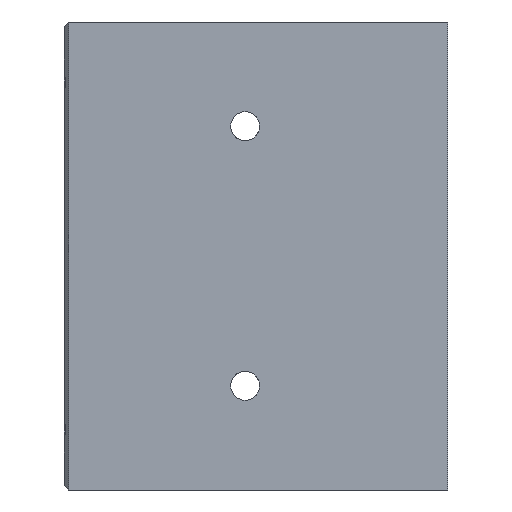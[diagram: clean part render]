
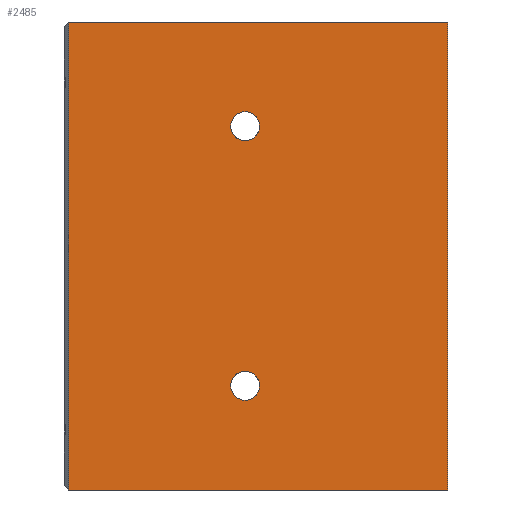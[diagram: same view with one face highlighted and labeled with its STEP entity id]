
A CAD part, left-side view. The second image highlights one B-rep face of the part: STEP entity #2485.
In plain terms, the highlighted planar face has unit normal (-1, 0, 0).
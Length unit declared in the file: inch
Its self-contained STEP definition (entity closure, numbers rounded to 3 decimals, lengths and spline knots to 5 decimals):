
#17 = ORIENTED_EDGE ( 'NONE', *, *, #994, .T. ) ;
#51 = DIRECTION ( 'NONE',  ( -1., 0., 0. ) ) ;
#68 = ORIENTED_EDGE ( 'NONE', *, *, #808, .F. ) ;
#69 = CARTESIAN_POINT ( 'NONE',  ( -0.9375, 0.0395, -0.56 ) ) ;
#114 = DIRECTION ( 'NONE',  ( 1., 0., 0. ) ) ;
#176 = LINE ( 'NONE', #765, #1359 ) ;
#196 = CARTESIAN_POINT ( 'NONE',  ( -0.9375, 0.0395, -0.56 ) ) ;
#202 = DIRECTION ( 'NONE',  ( 0., 0., 1. ) ) ;
#204 = CIRCLE ( 'NONE', #2343, 0.0625 ) ;
#218 = DIRECTION ( 'NONE',  ( 0., -1., 0. ) ) ;
#351 = VECTOR ( 'NONE', #1200, 39.37008 ) ;
#444 = VERTEX_POINT ( 'NONE', #838 ) ;
#447 = DIRECTION ( 'NONE',  ( -1., 0., 0. ) ) ;
#500 = VERTEX_POINT ( 'NONE', #1903 ) ;
#541 = ORIENTED_EDGE ( 'NONE', *, *, #2195, .F. ) ;
#556 = CARTESIAN_POINT ( 'NONE',  ( -0.9375, 0.8005, 1.01 ) ) ;
#557 = PLANE ( 'NONE',  #992 ) ;
#560 = ORIENTED_EDGE ( 'NONE', *, *, #747, .F. ) ;
#614 = DIRECTION ( 'NONE',  ( 0., 0., 1. ) ) ;
#637 = ORIENTED_EDGE ( 'NONE', *, *, #1218, .F. ) ;
#650 = CIRCLE ( 'NONE', #1322, 0.0625 ) ;
#747 = EDGE_CURVE ( 'NONE', #2201, #1234, #204, .T. ) ;
#765 = CARTESIAN_POINT ( 'NONE',  ( -0.9375, 0.8005, 1.01 ) ) ;
#808 = EDGE_CURVE ( 'NONE', #1589, #444, #1012, .T. ) ;
#838 = CARTESIAN_POINT ( 'NONE',  ( -0.9375, -0.8355, 1.01 ) ) ;
#904 = ORIENTED_EDGE ( 'NONE', *, *, #1870, .T. ) ;
#913 = VECTOR ( 'NONE', #218, 39.37008 ) ;
#943 = AXIS2_PLACEMENT_3D ( 'NONE', #196, #1972, #1576 ) ;
#992 = AXIS2_PLACEMENT_3D ( 'NONE', #2106, #114, #1536 ) ;
#994 = EDGE_CURVE ( 'NONE', #500, #1132, #2451, .T. ) ;
#1012 = LINE ( 'NONE', #2418, #913 ) ;
#1101 = ORIENTED_EDGE ( 'NONE', *, *, #1437, .F. ) ;
#1132 = VERTEX_POINT ( 'NONE', #1967 ) ;
#1200 = DIRECTION ( 'NONE',  ( 0., 0., -1. ) ) ;
#1218 = EDGE_CURVE ( 'NONE', #2452, #2156, #650, .T. ) ;
#1234 = VERTEX_POINT ( 'NONE', #1447 ) ;
#1311 = EDGE_LOOP ( 'NONE', ( #1101, #637 ) ) ;
#1322 = AXIS2_PLACEMENT_3D ( 'NONE', #69, #447, #1859 ) ;
#1359 = VECTOR ( 'NONE', #1567, 39.37008 ) ;
#1437 = EDGE_CURVE ( 'NONE', #2156, #2452, #2255, .T. ) ;
#1447 = CARTESIAN_POINT ( 'NONE',  ( -0.9375, 0.0395, 0.4975 ) ) ;
#1466 = ORIENTED_EDGE ( 'NONE', *, *, #2233, .F. ) ;
#1536 = DIRECTION ( 'NONE',  ( 0., 1., 0. ) ) ;
#1567 = DIRECTION ( 'NONE',  ( 0., 0., -1. ) ) ;
#1576 = DIRECTION ( 'NONE',  ( 0., 0., 1. ) ) ;
#1589 = VERTEX_POINT ( 'NONE', #556 ) ;
#1609 = CARTESIAN_POINT ( 'NONE',  ( -0.9375, 0.0395, -0.4975 ) ) ;
#1734 = CIRCLE ( 'NONE', #2206, 0.0625 ) ;
#1743 = FACE_BOUND ( 'NONE', #1945, .T. ) ;
#1797 = CARTESIAN_POINT ( 'NONE',  ( -0.9375, 0.0395, 0.56 ) ) ;
#1815 = LINE ( 'NONE', #2439, #351 ) ;
#1833 = VECTOR ( 'NONE', #1898, 39.37008 ) ;
#1859 = DIRECTION ( 'NONE',  ( 0., 0., 1. ) ) ;
#1870 = EDGE_CURVE ( 'NONE', #1589, #500, #176, .T. ) ;
#1898 = DIRECTION ( 'NONE',  ( 0., -1., 0. ) ) ;
#1903 = CARTESIAN_POINT ( 'NONE',  ( -0.9375, 0.8005, -1.01 ) ) ;
#1945 = EDGE_LOOP ( 'NONE', ( #560, #541 ) ) ;
#1958 = FACE_OUTER_BOUND ( 'NONE', #2129, .T. ) ;
#1967 = CARTESIAN_POINT ( 'NONE',  ( -0.9375, -0.8355, -1.01 ) ) ;
#1972 = DIRECTION ( 'NONE',  ( -1., 0., 0. ) ) ;
#2087 = CARTESIAN_POINT ( 'NONE',  ( -0.9375, 0.8205, -1.01 ) ) ;
#2106 = CARTESIAN_POINT ( 'NONE',  ( -0.9375, 0.8205, 1.01 ) ) ;
#2129 = EDGE_LOOP ( 'NONE', ( #68, #904, #17, #1466 ) ) ;
#2143 = CARTESIAN_POINT ( 'NONE',  ( -0.9375, 0.0395, -0.6225 ) ) ;
#2156 = VERTEX_POINT ( 'NONE', #1609 ) ;
#2192 = DIRECTION ( 'NONE',  ( -1., 0., 0. ) ) ;
#2195 = EDGE_CURVE ( 'NONE', #1234, #2201, #1734, .T. ) ;
#2201 = VERTEX_POINT ( 'NONE', #2595 ) ;
#2206 = AXIS2_PLACEMENT_3D ( 'NONE', #2387, #2192, #202 ) ;
#2233 = EDGE_CURVE ( 'NONE', #444, #1132, #1815, .T. ) ;
#2255 = CIRCLE ( 'NONE', #943, 0.0625 ) ;
#2343 = AXIS2_PLACEMENT_3D ( 'NONE', #1797, #51, #614 ) ;
#2355 = FACE_BOUND ( 'NONE', #1311, .T. ) ;
#2387 = CARTESIAN_POINT ( 'NONE',  ( -0.9375, 0.0395, 0.56 ) ) ;
#2418 = CARTESIAN_POINT ( 'NONE',  ( -0.9375, 0.8205, 1.01 ) ) ;
#2439 = CARTESIAN_POINT ( 'NONE',  ( -0.9375, -0.8355, 1.01 ) ) ;
#2451 = LINE ( 'NONE', #2087, #1833 ) ;
#2452 = VERTEX_POINT ( 'NONE', #2143 ) ;
#2485 = ADVANCED_FACE ( 'NONE', ( #1743, #2355, #1958 ), #557, .F. ) ;
#2595 = CARTESIAN_POINT ( 'NONE',  ( -0.9375, 0.0395, 0.6225 ) ) ;
